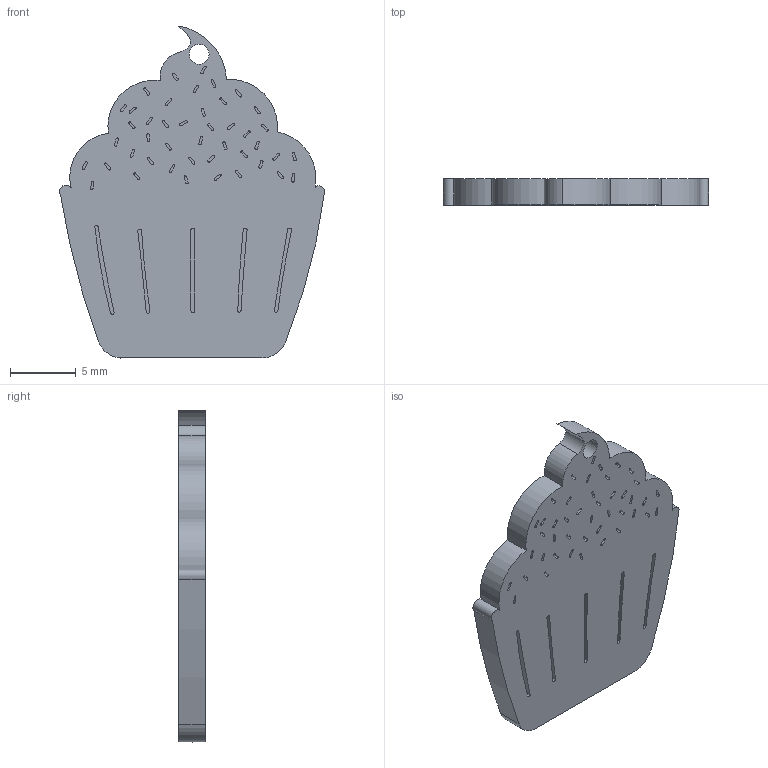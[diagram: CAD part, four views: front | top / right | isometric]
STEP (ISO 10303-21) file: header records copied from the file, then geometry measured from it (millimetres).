
FILE_DESCRIPTION(/* description */ ('STEP AP242','CAx-IF Rec.Pracs.---Representation and Presentation of Product Manufacturing Information (PMI)---4.0---2014-10-13','CAx-IF Rec.Pracs.---3D Tessellated Geometry---0.4---2014-09-14','2;1'),/* implementation_level */ '2;1');
FILE_NAME(/* name */ '669a0eaeb7877571fa3b8fcc',/* time_stamp */ '2024-07-19T06:58:55Z',/* author */ (''),/* organization */ (''),/* preprocessor_version */ 'ST-DEVELOPER v20',/* originating_system */ ' ',/* authorisation */ ' ');
FILE_SCHEMA (('AP242_MANAGED_MODEL_BASED_3D_ENGINEERING_MIM_LF { 1 0 10303 442 1 1 4 }'));
Length unit declared in the file: metre
Products named in the file (1): Part 1
Bounding box: 20.19 x 2 x 25.27 mm (x, y, z)
Volume: 695.4 mm3; surface area: 1005.4 mm2
Topology: 1 solids, 1 shells, 263 faces, 638 edges, 426 vertices
Faces by surface type: plane 140, cylinder 123
Full cylindrical faces by diameter (mm): 1.515 x1
Entity records: 7795 total; most frequent: DIRECTION 1411, CARTESIAN_POINT 1327, ORIENTED_EDGE 1274, EDGE_CURVE 637, AXIS2_PLACEMENT_3D 510, VERTEX_POINT 426, LINE 391, VECTOR 391
